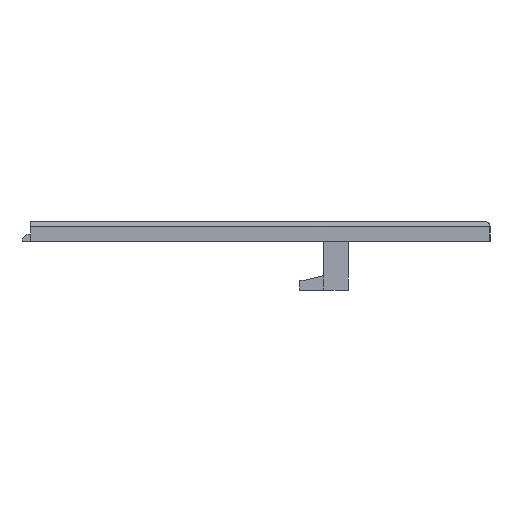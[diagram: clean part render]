
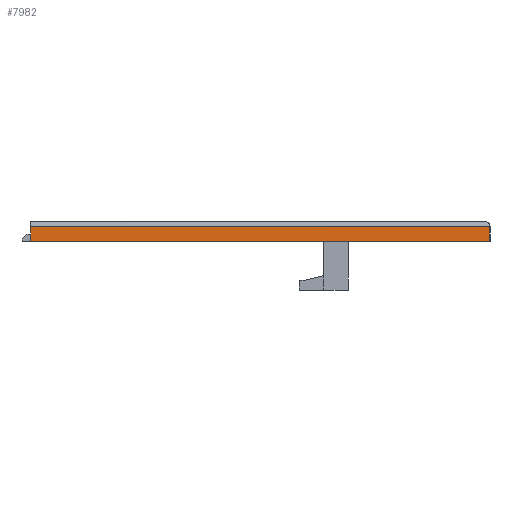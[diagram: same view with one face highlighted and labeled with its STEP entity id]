
A CAD part, left-side view. The second image highlights one B-rep face of the part: STEP entity #7982.
In plain terms, the highlighted planar face has unit normal (-1, 0, 0).
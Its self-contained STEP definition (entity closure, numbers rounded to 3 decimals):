
#145 = VERTEX_POINT('',#146);
#146 = CARTESIAN_POINT('',(-104.,45.,0.));
#152 = EDGE_CURVE('',#153,#145,#155,.T.);
#153 = VERTEX_POINT('',#154);
#154 = CARTESIAN_POINT('',(-104.,45.,3.));
#155 = LINE('',#156,#157);
#156 = CARTESIAN_POINT('',(-104.,45.,4.));
#157 = VECTOR('',#158,1.);
#158 = DIRECTION('',(-0.,-0.,-1.));
#7938 = VERTEX_POINT('',#7939);
#7939 = CARTESIAN_POINT('',(-104.,-49.,3.));
#7946 = EDGE_CURVE('',#7938,#153,#7947,.T.);
#7947 = LINE('',#7948,#7949);
#7948 = CARTESIAN_POINT('',(-104.,-49.,3.));
#7949 = VECTOR('',#7950,1.);
#7950 = DIRECTION('',(0.,1.,0.));
#7982 = ADVANCED_FACE('',(#7983),#8001,.T.);
#7983 = FACE_BOUND('',#7984,.T.);
#7984 = EDGE_LOOP('',(#7985,#7986,#7994,#8000));
#7985 = ORIENTED_EDGE('',*,*,#152,.T.);
#7986 = ORIENTED_EDGE('',*,*,#7987,.F.);
#7987 = EDGE_CURVE('',#7988,#145,#7990,.T.);
#7988 = VERTEX_POINT('',#7989);
#7989 = CARTESIAN_POINT('',(-104.,-49.,0.));
#7990 = LINE('',#7991,#7992);
#7991 = CARTESIAN_POINT('',(-104.,-49.,0.));
#7992 = VECTOR('',#7993,1.);
#7993 = DIRECTION('',(0.,1.,0.));
#7994 = ORIENTED_EDGE('',*,*,#7995,.T.);
#7995 = EDGE_CURVE('',#7988,#7938,#7996,.T.);
#7996 = LINE('',#7997,#7998);
#7997 = CARTESIAN_POINT('',(-104.,-49.,0.));
#7998 = VECTOR('',#7999,1.);
#7999 = DIRECTION('',(0.,0.,1.));
#8000 = ORIENTED_EDGE('',*,*,#7946,.T.);
#8001 = PLANE('',#8002);
#8002 = AXIS2_PLACEMENT_3D('',#8003,#8004,#8005);
#8003 = CARTESIAN_POINT('',(-104.,-49.,0.));
#8004 = DIRECTION('',(-1.,0.,0.));
#8005 = DIRECTION('',(0.,1.,0.));
